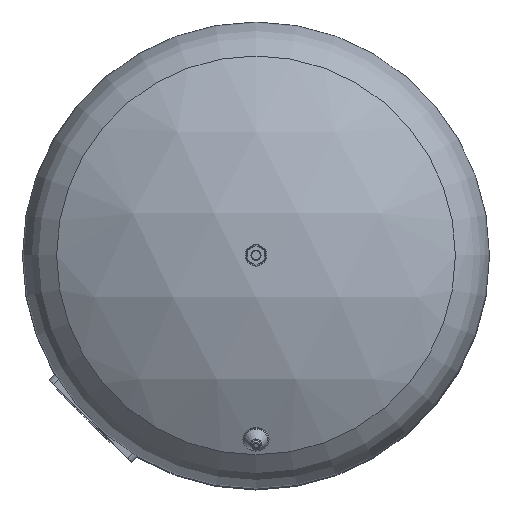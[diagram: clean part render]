
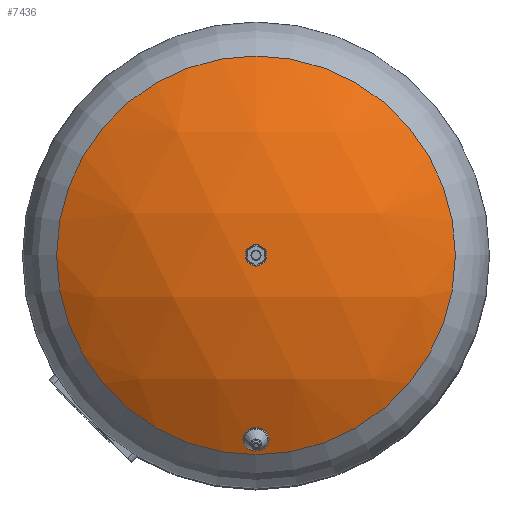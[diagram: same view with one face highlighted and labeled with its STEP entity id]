
A CAD part, top view. The second image highlights one B-rep face of the part: STEP entity #7436.
In plain terms, the highlighted spherical face has radius 594 mm.
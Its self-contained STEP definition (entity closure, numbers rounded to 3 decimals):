
#61=SPHERICAL_SURFACE('',#8107,594.);
#558=CIRCLE('',#8108,315.931);
#938=FACE_OUTER_BOUND('',#1429,.T.);
#1429=EDGE_LOOP('',(#5963));
#3510=VERTEX_POINT('',#11861);
#4397=EDGE_CURVE('',#3510,#3510,#558,.T.);
#5963=ORIENTED_EDGE('',*,*,#4397,.F.);
#7436=ADVANCED_FACE('',(#938),#61,.T.);
#8107=AXIS2_PLACEMENT_3D('',#11860,#9655,#9656);
#8108=AXIS2_PLACEMENT_3D('',#11862,#9657,#9658);
#9655=DIRECTION('center_axis',(0.,-1.,0.));
#9656=DIRECTION('ref_axis',(-1.,0.,0.));
#9657=DIRECTION('center_axis',(0.,0.,
-1.));
#9658=DIRECTION('ref_axis',(1.,0.,0.));
#11860=CARTESIAN_POINT('Origin',(0.,0.,
999.));
#11861=CARTESIAN_POINT('',(315.931,0.,1502.014));
#11862=CARTESIAN_POINT('Origin',(0.,0.,
1502.014));
